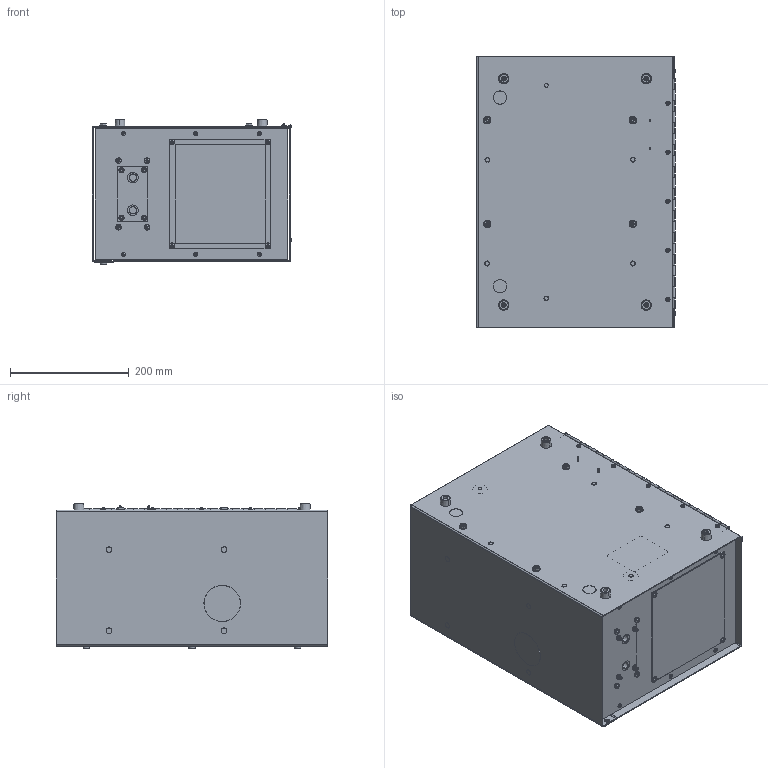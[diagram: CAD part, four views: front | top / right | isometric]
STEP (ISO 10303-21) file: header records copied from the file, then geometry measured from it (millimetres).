
FILE_DESCRIPTION (( 'STEP AP214' ), '1' );
FILE_NAME ('EN6001-1200S+.STEP', '2021-01-15T20:56:23', ( '' ), ( '' ), 'SwSTEP 2.0', 'SolidWorks 2021', '' );
FILE_SCHEMA (( 'AUTOMOTIVE_DESIGN' ));
Length unit declared in the file: inch
Products named in the file (1): EN6001-1200S+
Bounding box: 335.11 x 457.2 x 245.68 mm (x, y, z)
Surface area: 1308433.8 mm2 (no closed solid volume)
Topology: 0 solids, 205 shells, 916 faces, 3735 edges, 2876 vertices
Faces by surface type: plane 343, cylinder 237, cone 217, sphere 58, torus 42, bspline 19
Entity records: 53118 total; most frequent: CARTESIAN_POINT 9169, DIRECTION 7567, ORIENTED_EDGE 5074, EDGE_CURVE 3729, AXIS2_PLACEMENT_3D 3098, VERTEX_POINT 2876, CIRCLE 2200, LINE 1371
